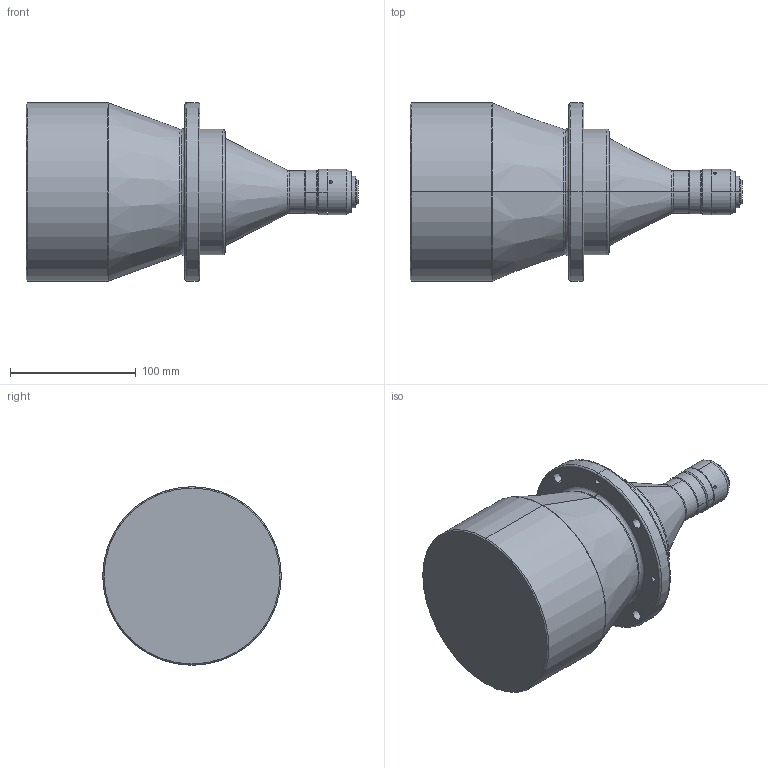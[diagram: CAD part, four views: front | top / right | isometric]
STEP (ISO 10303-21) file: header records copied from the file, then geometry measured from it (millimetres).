
FILE_DESCRIPTION (( 'STEP AP203' ), '1' );
FILE_NAME ('DTCM120-110-AL.STEP', '2019-11-13T06:38:54', ( 'Windows 蚚誧' ), ( '' ), 'SwSTEP 2.0', 'SolidWorks 2017', '' );
FILE_SCHEMA (( 'CONFIG_CONTROL_DESIGN' ));
Length unit declared in the file: millimetre
Products named in the file (1): DTCM120-110-AL
Bounding box: 264.3 x 142 x 142 mm (x, y, z)
Volume: 2275689 mm3; surface area: 118023.3 mm2
Topology: 1 solids, 1 shells, 93 faces, 217 edges, 131 vertices
Faces by surface type: cylinder 44, cone 24, bspline 14, plane 11
Entity records: 3460 total; most frequent: CARTESIAN_POINT 1298, DIRECTION 453, ORIENTED_EDGE 422, EDGE_CURVE 211, AXIS2_PLACEMENT_3D 192, VERTEX_POINT 131, EDGE_LOOP 120, CIRCLE 112
